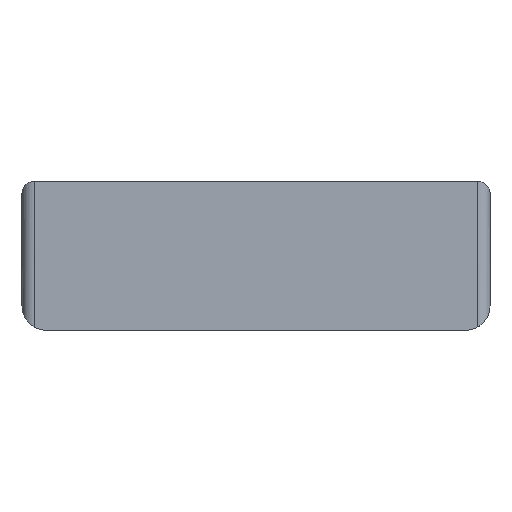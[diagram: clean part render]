
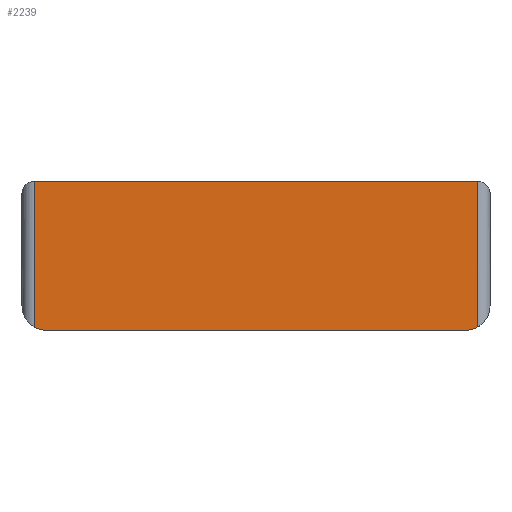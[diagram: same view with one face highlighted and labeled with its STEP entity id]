
A CAD part, left-side view. The second image highlights one B-rep face of the part: STEP entity #2239.
In plain terms, the highlighted planar face has unit normal (-1, 0, 0).
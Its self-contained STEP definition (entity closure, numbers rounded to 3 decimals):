
#106=FACE_OUTER_BOUND('',#225,.T.);
#225=EDGE_LOOP('',(#1597,#1598,#1599,#1600,#1601,#1602));
#334=CIRCLE('',#2382,4.074);
#335=CIRCLE('',#2387,4.074);
#446=LINE('',#3305,#704);
#449=LINE('',#3327,#707);
#451=LINE('',#3357,#709);
#469=LINE('',#3462,#727);
#704=VECTOR('',#2630,10.);
#707=VECTOR('',#2639,10.);
#709=VECTOR('',#2647,10.);
#727=VECTOR('',#2687,10.);
#948=VERTEX_POINT('',#3274);
#958=VERTEX_POINT('',#3303);
#962=VERTEX_POINT('',#3314);
#964=VERTEX_POINT('',#3326);
#968=VERTEX_POINT('',#3354);
#969=VERTEX_POINT('',#3356);
#1192=EDGE_CURVE('',#948,#958,#446,.T.);
#1198=EDGE_CURVE('',#964,#962,#449,.T.);
#1203=EDGE_CURVE('',#969,#968,#451,.T.);
#1216=EDGE_CURVE('',#958,#969,#334,.T.);
#1227=EDGE_CURVE('',#962,#948,#335,.T.);
#1228=EDGE_CURVE('',#968,#964,#469,.T.);
#1597=ORIENTED_EDGE('',*,*,#1198,.T.);
#1598=ORIENTED_EDGE('',*,*,#1227,.T.);
#1599=ORIENTED_EDGE('',*,*,#1192,.T.);
#1600=ORIENTED_EDGE('',*,*,#1216,.T.);
#1601=ORIENTED_EDGE('',*,*,#1203,.T.);
#1602=ORIENTED_EDGE('',*,*,#1228,.T.);
#2146=PLANE('',#2386);
#2239=ADVANCED_FACE('',(#106),#2146,.T.);
#2382=AXIS2_PLACEMENT_3D('',#3429,#2666,#2667);
#2386=AXIS2_PLACEMENT_3D('',#3460,#2683,#2684);
#2387=AXIS2_PLACEMENT_3D('',#3461,#2685,#2686);
#2630=DIRECTION('',(0.,-1.,0.));
#2639=DIRECTION('',(0.,0.,-1.));
#2647=DIRECTION('',(0.,0.,1.));
#2666=DIRECTION('center_axis',(-1.,0.,0.));
#2667=DIRECTION('ref_axis',(0.,0.,-1.));
#2683=DIRECTION('center_axis',(-1.,0.,0.));
#2684=DIRECTION('ref_axis',(0.,0.,1.));
#2685=DIRECTION('center_axis',(-1.,0.,0.));
#2686=DIRECTION('ref_axis',(0.,1.,0.));
#2687=DIRECTION('',(0.,1.,0.));
#3274=CARTESIAN_POINT('',(-6.5,71.766,-14.35));
#3303=CARTESIAN_POINT('',(-6.5,2.518,-14.35));
#3305=CARTESIAN_POINT('',(-6.5,71.766,-14.35));
#3314=CARTESIAN_POINT('',(-6.5,73.84,-13.782));
#3326=CARTESIAN_POINT('',(-6.5,73.84,10.267));
#3327=CARTESIAN_POINT('',(-6.5,73.84,4.113));
#3354=CARTESIAN_POINT('',(-6.5,0.444,10.267));
#3356=CARTESIAN_POINT('',(-6.5,0.444,-13.782));
#3357=CARTESIAN_POINT('',(-6.5,0.444,10.267));
#3429=CARTESIAN_POINT('Origin',(-6.5,2.518,-10.276));
#3460=CARTESIAN_POINT('Origin',(-6.5,37.142,-2.041));
#3461=CARTESIAN_POINT('Origin',(-6.5,71.766,-10.276));
#3462=CARTESIAN_POINT('',(-6.5,0.418,10.267));
